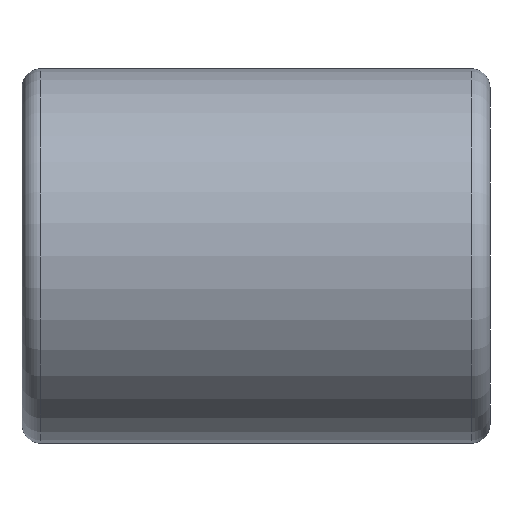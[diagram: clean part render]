
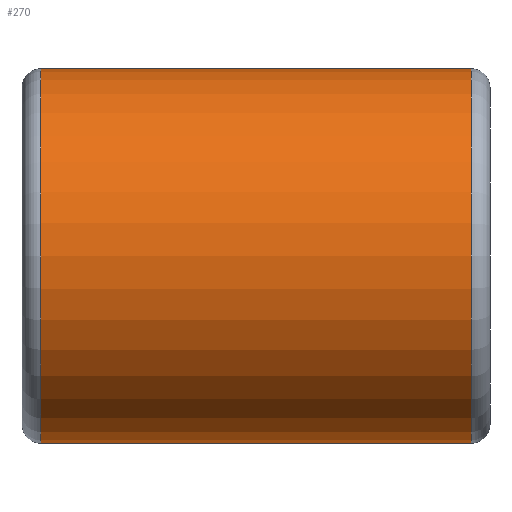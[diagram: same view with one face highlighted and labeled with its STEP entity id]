
A CAD part, left-side view. The second image highlights one B-rep face of the part: STEP entity #270.
In plain terms, the highlighted cylindrical face has radius 10 mm (diameter 20 mm), a partial arc.
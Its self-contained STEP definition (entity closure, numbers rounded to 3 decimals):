
#3 = FACE_OUTER_BOUND ( 'NONE', #206, .T. ) ;
#21 = CYLINDRICAL_SURFACE ( 'NONE', #326, 10. ) ;
#28 = DIRECTION ( 'NONE',  ( 0., 0., 1. ) ) ;
#47 = AXIS2_PLACEMENT_3D ( 'NONE', #127, #71, #28 ) ;
#70 = VERTEX_POINT ( 'NONE', #245 ) ;
#71 = DIRECTION ( 'NONE',  ( 0., 1., 0. ) ) ;
#92 = VECTOR ( 'NONE', #310, 1000. ) ;
#108 = DIRECTION ( 'NONE',  ( 0., 1., 0. ) ) ;
#127 = CARTESIAN_POINT ( 'NONE',  ( 0., -11.5, 0. ) ) ;
#136 = CIRCLE ( 'NONE', #334, 10. ) ;
#146 = CIRCLE ( 'NONE', #47, 10. ) ;
#151 = CARTESIAN_POINT ( 'NONE',  ( 0., 11.5, -10. ) ) ;
#162 = CARTESIAN_POINT ( 'NONE',  ( 0., 33.565, -10. ) ) ;
#173 = DIRECTION ( 'NONE',  ( 0., 0., -1. ) ) ;
#174 = DIRECTION ( 'NONE',  ( 0., 0., 1. ) ) ;
#197 = EDGE_CURVE ( 'NONE', #421, #239, #136, .T. ) ;
#198 = EDGE_CURVE ( 'NONE', #379, #70, #146, .T. ) ;
#206 = EDGE_LOOP ( 'NONE', ( #442, #414, #453, #376 ) ) ;
#211 = LINE ( 'NONE', #162, #275 ) ;
#217 = EDGE_CURVE ( 'NONE', #70, #421, #436, .T. ) ;
#220 = DIRECTION ( 'NONE',  ( 0., -1., 0. ) ) ;
#221 = EDGE_CURVE ( 'NONE', #379, #239, #211, .T. ) ;
#222 = DIRECTION ( 'NONE',  ( 0., 1., 0. ) ) ;
#239 = VERTEX_POINT ( 'NONE', #151 ) ;
#245 = CARTESIAN_POINT ( 'NONE',  ( 0., -11.5, 10. ) ) ;
#270 = ADVANCED_FACE ( 'NONE', ( #3 ), #21, .T. ) ;
#275 = VECTOR ( 'NONE', #108, 1000. ) ;
#276 = CARTESIAN_POINT ( 'NONE',  ( 0., 11.5, 0. ) ) ;
#278 = CARTESIAN_POINT ( 'NONE',  ( 0., 33.565, 0. ) ) ;
#310 = DIRECTION ( 'NONE',  ( 0., 1., 0. ) ) ;
#313 = CARTESIAN_POINT ( 'NONE',  ( 0., -11.5, -10. ) ) ;
#326 = AXIS2_PLACEMENT_3D ( 'NONE', #278, #222, #174 ) ;
#334 = AXIS2_PLACEMENT_3D ( 'NONE', #276, #220, #173 ) ;
#352 = CARTESIAN_POINT ( 'NONE',  ( 0., 33.565, 10. ) ) ;
#370 = CARTESIAN_POINT ( 'NONE',  ( 0., 11.5, 10. ) ) ;
#376 = ORIENTED_EDGE ( 'NONE', *, *, #197, .T. ) ;
#379 = VERTEX_POINT ( 'NONE', #313 ) ;
#414 = ORIENTED_EDGE ( 'NONE', *, *, #198, .T. ) ;
#421 = VERTEX_POINT ( 'NONE', #370 ) ;
#436 = LINE ( 'NONE', #352, #92 ) ;
#442 = ORIENTED_EDGE ( 'NONE', *, *, #221, .F. ) ;
#453 = ORIENTED_EDGE ( 'NONE', *, *, #217, .T. ) ;
